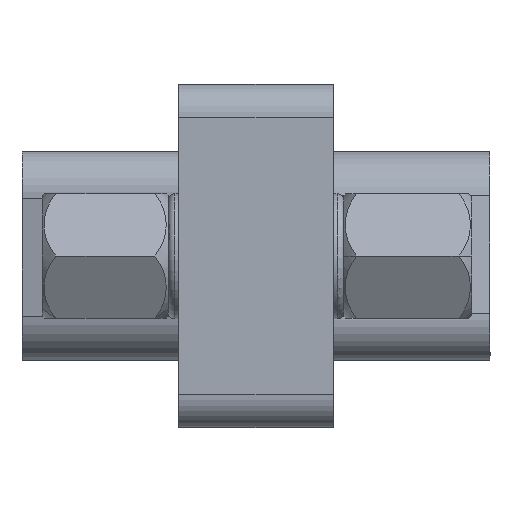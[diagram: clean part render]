
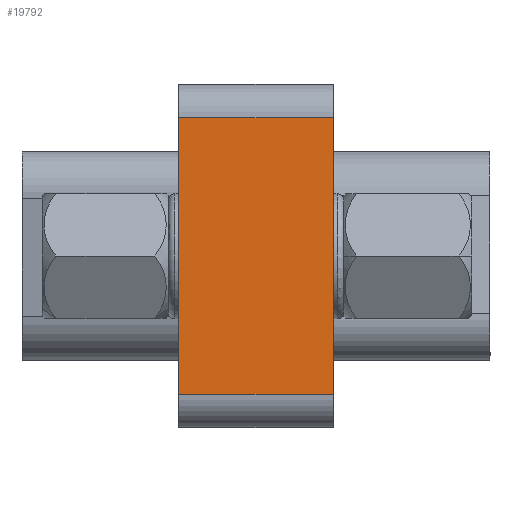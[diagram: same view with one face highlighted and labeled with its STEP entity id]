
A CAD part, left-side view. The second image highlights one B-rep face of the part: STEP entity #19792.
In plain terms, the highlighted planar face has unit normal (-1, 0, 0).
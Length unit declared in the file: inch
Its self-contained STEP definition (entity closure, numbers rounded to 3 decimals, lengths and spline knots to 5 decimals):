
#3687 = CARTESIAN_POINT ( 'NONE',  ( -0.775, 0.115, -0.205 ) ) ;
#4040 = CARTESIAN_POINT ( 'NONE',  ( -0.775, 0.115, 0.205 ) ) ;
#4041 = DIRECTION ( 'NONE',  ( 0., 0., 1. ) ) ;
#4042 = VECTOR ( 'NONE', #4041, 39.37008 ) ;
#4043 = CARTESIAN_POINT ( 'NONE',  ( -0.775, 0.115, 0.255 ) ) ;
#4044 = LINE ( 'NONE', #4043, #4042 ) ;
#18950 = VERTEX_POINT ( 'NONE', #3687 ) ;
#19033 = EDGE_CURVE ( 'NONE', #18950, #19034, #4044, .T. ) ;
#19034 = VERTEX_POINT ( 'NONE', #4040 ) ;
#19522 = ORIENTED_EDGE ( 'NONE', *, *, #19033, .F. ) ;
#19716 = ORIENTED_EDGE ( 'NONE', *, *, #19717, .T. ) ;
#19717 = EDGE_CURVE ( 'NONE', #19724, #19034, #24983, .T. ) ;
#19724 = VERTEX_POINT ( 'NONE', #22591 ) ;
#19727 = ORIENTED_EDGE ( 'NONE', *, *, #19728, .T. ) ;
#19728 = EDGE_CURVE ( 'NONE', #18950, #19795, #22588, .T. ) ;
#19792 = ADVANCED_FACE ( 'NONE', ( #22644 ), #22674, .F. ) ;
#19793 = ORIENTED_EDGE ( 'NONE', *, *, #19794, .T. ) ;
#19794 = EDGE_CURVE ( 'NONE', #19795, #19724, #22669, .T. ) ;
#19795 = VERTEX_POINT ( 'NONE', #22665 ) ;
#19853 = EDGE_LOOP ( 'NONE', ( #19793, #19716, #19522, #19727 ) ) ;
#22587 = CARTESIAN_POINT ( 'NONE',  ( -0.775, 0.115, -0.205 ) ) ;
#22588 = LINE ( 'NONE', #22587, #22595 ) ;
#22591 = CARTESIAN_POINT ( 'NONE',  ( -0.775, -0.115, 0.205 ) ) ;
#22594 = DIRECTION ( 'NONE',  ( 0., -1., 0. ) ) ;
#22595 = VECTOR ( 'NONE', #22594, 39.37008 ) ;
#22644 = FACE_OUTER_BOUND ( 'NONE', #19853, .T. ) ;
#22665 = CARTESIAN_POINT ( 'NONE',  ( -0.775, -0.115, -0.205 ) ) ;
#22666 = DIRECTION ( 'NONE',  ( 0., 0., 1. ) ) ;
#22667 = VECTOR ( 'NONE', #22666, 39.37008 ) ;
#22668 = CARTESIAN_POINT ( 'NONE',  ( -0.775, -0.115, 0.255 ) ) ;
#22669 = LINE ( 'NONE', #22668, #22667 ) ;
#22670 = DIRECTION ( 'NONE',  ( 0., 0., -1. ) ) ;
#22671 = DIRECTION ( 'NONE',  ( 1., 0., 0. ) ) ;
#22672 = CARTESIAN_POINT ( 'NONE',  ( -0.775, 0.115, 0.255 ) ) ;
#22673 = AXIS2_PLACEMENT_3D ( 'NONE', #22672, #22671, #22670 ) ;
#22674 = PLANE ( 'NONE',  #22673 ) ;
#24980 = DIRECTION ( 'NONE',  ( 0., 1., 0. ) ) ;
#24981 = VECTOR ( 'NONE', #24980, 39.37008 ) ;
#24982 = CARTESIAN_POINT ( 'NONE',  ( -0.775, 0.115, 0.205 ) ) ;
#24983 = LINE ( 'NONE', #24982, #24981 ) ;
